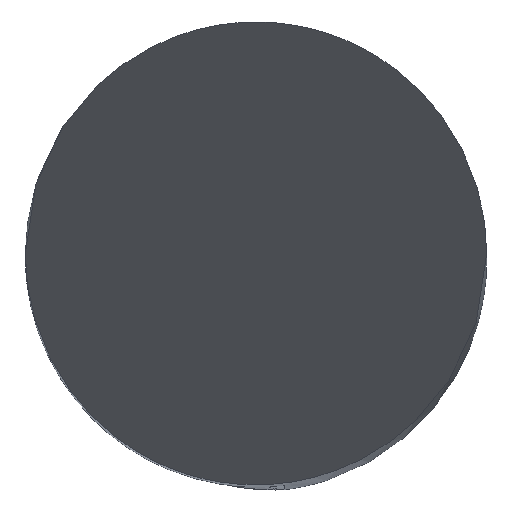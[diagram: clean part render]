
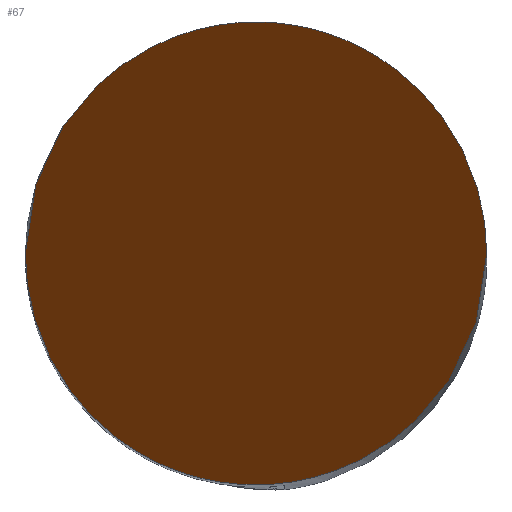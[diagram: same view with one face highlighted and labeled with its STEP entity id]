
A CAD part, top view. The second image highlights one B-rep face of the part: STEP entity #67.
In plain terms, the highlighted planar face has unit normal (0, -0.866, 0.5).
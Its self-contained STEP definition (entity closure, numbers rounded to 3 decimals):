
#52=PLANE('',#481);
#67=ADVANCED_FACE('',(#97),#52,.F.);
#97=FACE_OUTER_BOUND('',#120,.T.);
#120=EDGE_LOOP('',(#245,#246));
#245=ORIENTED_EDGE('',*,*,#356,.F.);
#246=ORIENTED_EDGE('',*,*,#365,.F.);
#316=VERTEX_POINT('',#602);
#317=VERTEX_POINT('',#603);
#356=EDGE_CURVE('',#316,#317,#423,.T.);
#365=EDGE_CURVE('',#317,#316,#426,.T.);
#423=(
BOUNDED_CURVE()
B_SPLINE_CURVE(3,(#598,#599,#600,#601),.UNSPECIFIED.,.F.,.F.)
B_SPLINE_CURVE_WITH_KNOTS((4,4),(0.,1.),.UNSPECIFIED.)
CURVE()
GEOMETRIC_REPRESENTATION_ITEM()
RATIONAL_B_SPLINE_CURVE((1.,0.333,0.333,1.))
REPRESENTATION_ITEM('')
);
#426=(
BOUNDED_CURVE()
B_SPLINE_CURVE(3,(#662,#663,#664,#665),.UNSPECIFIED.,.F.,.F.)
B_SPLINE_CURVE_WITH_KNOTS((4,4),(0.,1.),.UNSPECIFIED.)
CURVE()
GEOMETRIC_REPRESENTATION_ITEM()
RATIONAL_B_SPLINE_CURVE((1.,0.333,0.333,1.))
REPRESENTATION_ITEM('')
);
#481=AXIS2_PLACEMENT_3D('',#824,#527,#528);
#527=DIRECTION('',(0.,0.866,-0.5));
#528=DIRECTION('',(0.,-0.5,-0.866));
#598=CARTESIAN_POINT('',(-3.,0.,0.));
#599=CARTESIAN_POINT('',(-3.,6.,10.392));
#600=CARTESIAN_POINT('',(3.,6.,10.392));
#601=CARTESIAN_POINT('',(3.,0.,0.));
#602=CARTESIAN_POINT('',(-3.,0.,0.));
#603=CARTESIAN_POINT('',(3.,0.,0.));
#662=CARTESIAN_POINT('',(3.,0.,0.));
#663=CARTESIAN_POINT('',(3.,-6.,-10.392));
#664=CARTESIAN_POINT('',(-3.,-6.,-10.392));
#665=CARTESIAN_POINT('',(-3.,0.,0.));
#824=CARTESIAN_POINT('',(3.,3.,5.196));
